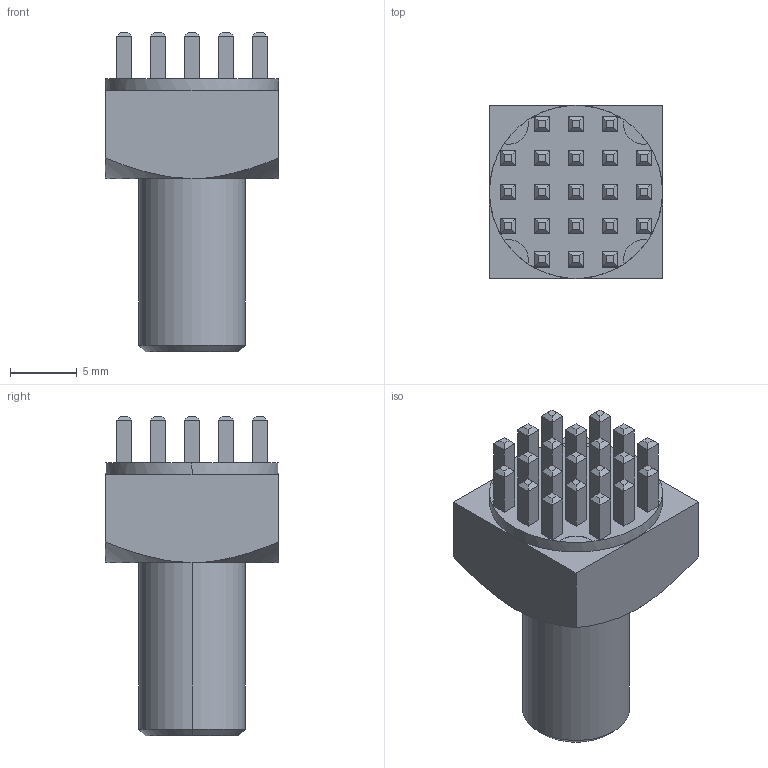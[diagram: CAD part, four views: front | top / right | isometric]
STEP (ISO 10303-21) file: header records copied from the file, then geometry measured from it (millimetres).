
FILE_DESCRIPTION (( 'STEP AP203' ), '1' );
FILE_NAME ('K93357-C01.STEP', '2021-09-10T12:12:17', ( '' ), ( '' ), 'SwSTEP 2.0', 'SolidWorks 2018', '' );
FILE_SCHEMA (( 'CONFIG_CONTROL_DESIGN' ));
Length unit declared in the file: millimetre
Products named in the file (1): K93357-C01
Bounding box: 13 x 13 x 24 mm (x, y, z)
Volume: 1958.5 mm3; surface area: 1326.2 mm2
Topology: 1 solids, 1 shells, 220 faces, 492 edges, 296 vertices
Faces by surface type: plane 204, cylinder 10, cone 6
Entity records: 6001 total; most frequent: CARTESIAN_POINT 1065, ORIENTED_EDGE 984, DIRECTION 962, EDGE_CURVE 492, VECTOR 448, LINE 448, VERTEX_POINT 296, AXIS2_PLACEMENT_3D 257
